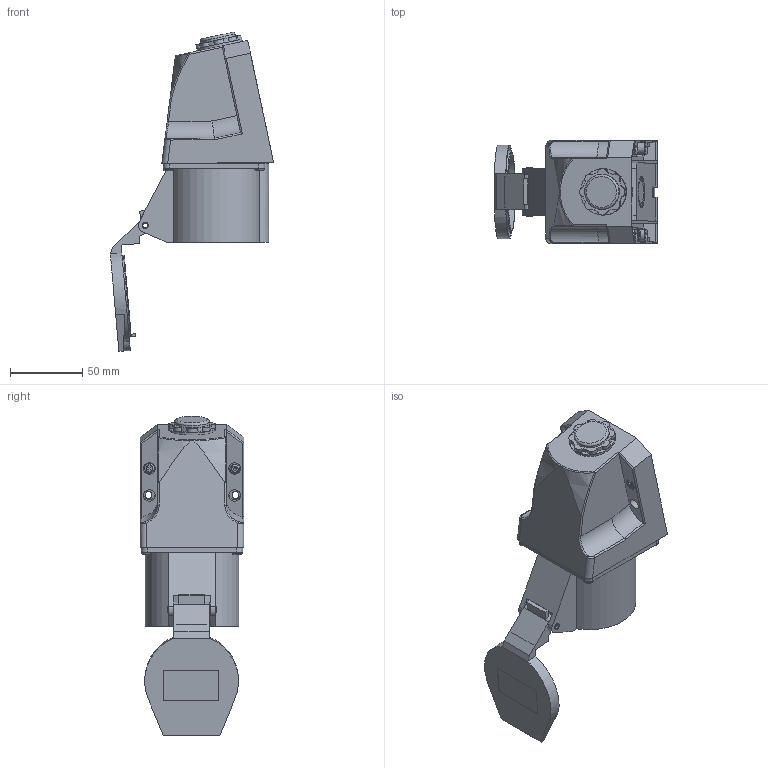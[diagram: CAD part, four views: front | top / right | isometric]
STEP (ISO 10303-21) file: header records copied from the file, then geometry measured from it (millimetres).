
FILE_DESCRIPTION(/* description */ (''),/* implementation_level */ '2;1');
FILE_NAME(/* name */ '蓝三孔大+底座.stp',/* time_stamp */ '2024-07-28T13:29:29+08:00',/* author */ (''),/* organization */ (''),/* preprocessor_version */ 'ST-DEVELOPER v16',/* originating_system */ 'SIEMENS PLM Software NX 10.0',/* authorisation */ '');
FILE_SCHEMA (('AUTOMOTIVE_DESIGN { 1 0 10303 214 3 1 1 1 }'));
Length unit declared in the file: millimetre
Products named in the file (1): 蓝单体三孔大_stp_stp
Bounding box: 112.63 x 71.4 x 220.25 mm (x, y, z)
Volume: 426554.1 mm3; surface area: 122506.6 mm2
Topology: 17 solids, 17 shells, 547 faces, 1399 edges, 925 vertices
Faces by surface type: plane 329, cylinder 161, extrusion 22, cone 15, torus 12, bspline 8
Full cylindrical faces by diameter (mm): 3.2 x1, 4 x2, 4.3 x1, 5 x4, 5.5 x4, 6.4 x2, 6.6 x6, 7.2 x2, 7.3 x4, 8 x4, 8.2 x1, 8.4 x1, 9.119 x1, 9.5 x2, 12.6 x2, 14 x3, 24.25 x1, 25 x1, 32 x1, 46.5 x1, 53.5 x1, 54.133 x1, 56.5 x1, 58.8 x2, 64.7 x1
Entity records: 17157 total; most frequent: CARTESIAN_POINT 3761, DIRECTION 2730, ORIENTED_EDGE 2574, EDGE_CURVE 1287, AXIS2_PLACEMENT_3D 962, VERTEX_POINT 897, VECTOR 806, LINE 784
